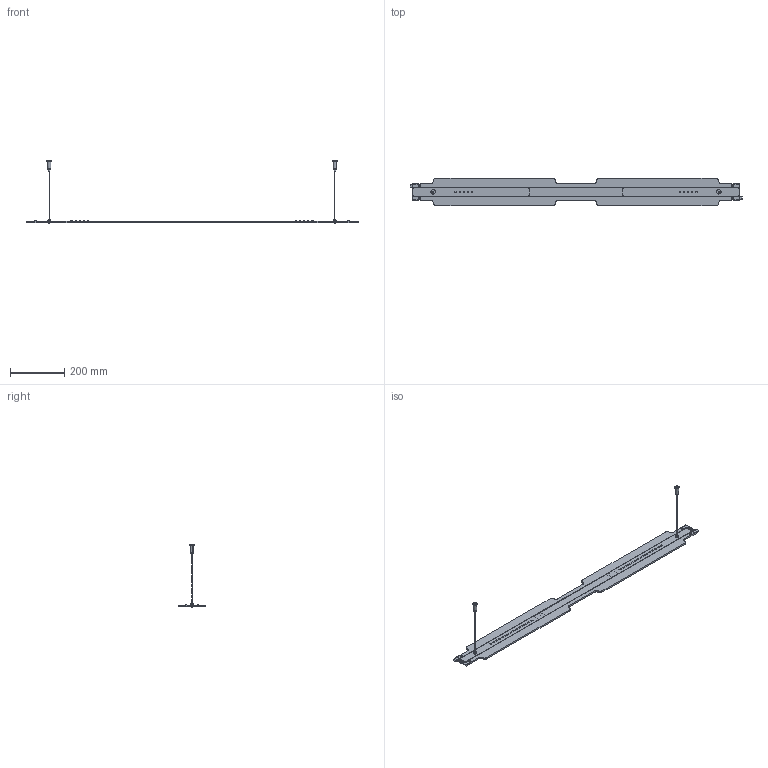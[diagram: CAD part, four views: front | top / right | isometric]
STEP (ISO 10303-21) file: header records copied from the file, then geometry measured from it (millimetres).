
FILE_DESCRIPTION(/* description */ (''),/* implementation_level */ '2;1');
FILE_NAME(/* name */ 'DRL1903B_100% BASIC',/* time_stamp */ '2018-01-30T12:25:09+01:00',/* author */ (''),/* organization */ (''),/* preprocessor_version */ 'ST-DEVELOPER v15',/* originating_system */ '',/* authorisation */ '');
FILE_SCHEMA (('CONFIG_CONTROL_DESIGN'));
Length unit declared in the file: millimetre
Products named in the file (1): Document
Bounding box: 1220.2 x 100 x 231 mm (x, y, z)
Volume: 604676.4 mm3; surface area: 326795.5 mm2
Topology: 56 solids, 60 shells, 1364 faces, 3464 edges, 2207 vertices
Faces by surface type: plane 835, bspline 529
Entity records: 44224 total; most frequent: CARTESIAN_POINT 22722, ORIENTED_EDGE 6800, EDGE_CURVE 3404, VERTEX_POINT 2204, B_SPLINE_CURVE_WITH_KNOTS 2037, EDGE_LOOP 1482, ADVANCED_FACE 1363, FACE_OUTER_BOUND 1363
